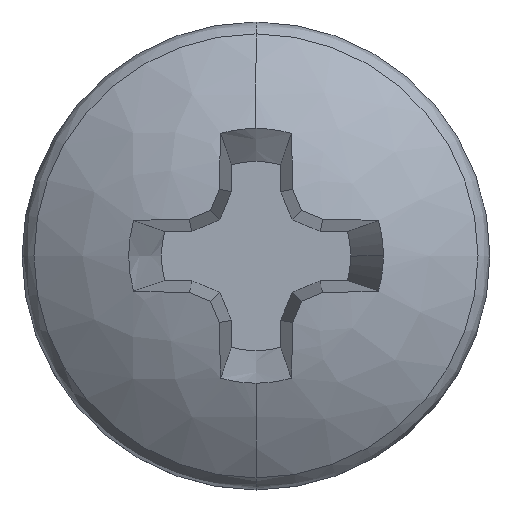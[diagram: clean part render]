
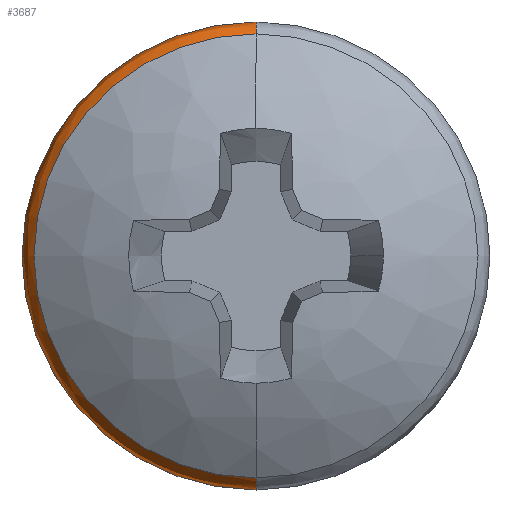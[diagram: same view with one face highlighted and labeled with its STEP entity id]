
A CAD part, top view. The second image highlights one B-rep face of the part: STEP entity #3687.
In plain terms, the highlighted free-form (B-spline) face has degree [3, 3] with [4, 4] control points.
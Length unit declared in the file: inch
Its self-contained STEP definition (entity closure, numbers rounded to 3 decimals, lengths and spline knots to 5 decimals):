
#36 = CARTESIAN_POINT ( 'NONE',  ( 0., -0.1095, 0.34562 ) ) ;
#553 = CIRCLE ( 'NONE', #799, 0.1095 ) ;
#695 = CARTESIAN_POINT ( 'NONE',  ( 0., 0.10391, 0.35702 ) ) ;
#799 = AXIS2_PLACEMENT_3D ( 'NONE', #3862, #3897, #4607 ) ;
#818 = CARTESIAN_POINT ( 'NONE',  ( 0., 0., 0.35702 ) ) ;
#856 = VERTEX_POINT ( 'NONE', #695 ) ;
#955 = DIRECTION ( 'NONE',  ( 0., 1., 0. ) ) ;
#1076 = DIRECTION ( 'NONE',  ( 1., 0., 0. ) ) ;
#1161 = AXIS2_PLACEMENT_3D ( 'NONE', #818, #6506, #955 ) ;
#1494 = EDGE_CURVE ( 'NONE', #3194, #856, #4468, .T. ) ;
#1522 = CARTESIAN_POINT ( 'NONE',  ( 0., -0.1095, 0.35016 ) ) ;
#1658 = CARTESIAN_POINT ( 'NONE',  ( 0., 0.1075, 0.35424 ) ) ;
#1698 = CARTESIAN_POINT ( 'NONE',  ( -0.215, -0.1075, 0.35424 ) ) ;
#1896 =( BOUNDED_CURVE ( )  B_SPLINE_CURVE ( 3, ( #3394, #5682, #1522, #2780 ),
 .UNSPECIFIED., .F., .T. ) 
 B_SPLINE_CURVE_WITH_KNOTS ( ( 4, 4 ),
 ( 0., 1. ),
 .UNSPECIFIED. ) 
 CURVE ( )  GEOMETRIC_REPRESENTATION_ITEM ( )  RATIONAL_B_SPLINE_CURVE ( ( 1., 0.932, 0.932, 1. ) ) 
 REPRESENTATION_ITEM ( '' )  );
#1985 = ORIENTED_EDGE ( 'NONE', *, *, #3306, .F. ) ;
#2061 = VERTEX_POINT ( 'NONE', #36 ) ;
#2209 = CARTESIAN_POINT ( 'NONE',  ( -0.1095, 0., 0.34562 ) ) ;
#2221 = DIRECTION ( 'NONE',  ( 0., 0., 1. ) ) ;
#2264 = CARTESIAN_POINT ( 'NONE',  ( 0., -0.10391, 0.35702 ) ) ;
#2530 = CARTESIAN_POINT ( 'NONE',  ( 0., 0.10391, 0.35702 ) ) ;
#2780 = CARTESIAN_POINT ( 'NONE',  ( 0., -0.1095, 0.34562 ) ) ;
#3194 = VERTEX_POINT ( 'NONE', #7407 ) ;
#3306 = EDGE_CURVE ( 'NONE', #3194, #2061, #1896, .T. ) ;
#3314 = CARTESIAN_POINT ( 'NONE',  ( -0.219, -0.1095, 0.34562 ) ) ;
#3394 = CARTESIAN_POINT ( 'NONE',  ( 0., -0.10391, 0.35702 ) ) ;
#3687 = ADVANCED_FACE ( 'NONE', ( #4050 ), #7313, .T. ) ;
#3862 = CARTESIAN_POINT ( 'NONE',  ( 0., 0., 0.34562 ) ) ;
#3897 = DIRECTION ( 'NONE',  ( 0., 0., 1. ) ) ;
#3996 = CARTESIAN_POINT ( 'NONE',  ( 0., 0., 0.34562 ) ) ;
#4050 = FACE_OUTER_BOUND ( 'NONE', #7029, .T. ) ;
#4368 = EDGE_CURVE ( 'NONE', #6660, #2061, #553, .T. ) ;
#4468 = CIRCLE ( 'NONE', #1161, 0.10391 ) ;
#4479 = CARTESIAN_POINT ( 'NONE',  ( 0., 0.10391, 0.35702 ) ) ;
#4607 = DIRECTION ( 'NONE',  ( 1., 0., 0. ) ) ;
#4612 = CARTESIAN_POINT ( 'NONE',  ( 0., -0.1095, 0.35016 ) ) ;
#4633 = ORIENTED_EDGE ( 'NONE', *, *, #4368, .T. ) ;
#4647 = CARTESIAN_POINT ( 'NONE',  ( 0., -0.1095, 0.34562 ) ) ;
#4677 = ORIENTED_EDGE ( 'NONE', *, *, #1494, .T. ) ;
#4861 = EDGE_CURVE ( 'NONE', #5671, #856, #6784, .T. ) ;
#5065 = CARTESIAN_POINT ( 'NONE',  ( 0., 0.1095, 0.35016 ) ) ;
#5098 = CARTESIAN_POINT ( 'NONE',  ( -0.219, 0.1095, 0.34562 ) ) ;
#5211 = CARTESIAN_POINT ( 'NONE',  ( -0.219, -0.1095, 0.35016 ) ) ;
#5671 = VERTEX_POINT ( 'NONE', #7011 ) ;
#5682 = CARTESIAN_POINT ( 'NONE',  ( 0., -0.1075, 0.35424 ) ) ;
#5758 = CARTESIAN_POINT ( 'NONE',  ( 0., 0.1075, 0.35424 ) ) ;
#6106 = ORIENTED_EDGE ( 'NONE', *, *, #4861, .F. ) ;
#6208 = CARTESIAN_POINT ( 'NONE',  ( 0., -0.1075, 0.35424 ) ) ;
#6229 = CIRCLE ( 'NONE', #6602, 0.1095 ) ;
#6309 = ORIENTED_EDGE ( 'NONE', *, *, #6508, .T. ) ;
#6317 = CARTESIAN_POINT ( 'NONE',  ( -0.20782, 0.10391, 0.35702 ) ) ;
#6372 = CARTESIAN_POINT ( 'NONE',  ( 0., 0.1095, 0.34562 ) ) ;
#6506 = DIRECTION ( 'NONE',  ( 0., 0., -1. ) ) ;
#6508 = EDGE_CURVE ( 'NONE', #5671, #6660, #6229, .T. ) ;
#6602 = AXIS2_PLACEMENT_3D ( 'NONE', #3996, #2221, #1076 ) ;
#6660 = VERTEX_POINT ( 'NONE', #2209 ) ;
#6784 =( BOUNDED_CURVE ( )  B_SPLINE_CURVE ( 3, ( #6372, #7522, #5758, #4479 ),
 .UNSPECIFIED., .F., .T. ) 
 B_SPLINE_CURVE_WITH_KNOTS ( ( 4, 4 ),
 ( 0., 1. ),
 .UNSPECIFIED. ) 
 CURVE ( )  GEOMETRIC_REPRESENTATION_ITEM ( )  RATIONAL_B_SPLINE_CURVE ( ( 1., 0.932, 0.932, 1. ) ) 
 REPRESENTATION_ITEM ( '' )  );
#6858 = CARTESIAN_POINT ( 'NONE',  ( -0.215, 0.1075, 0.35424 ) ) ;
#6897 = CARTESIAN_POINT ( 'NONE',  ( -0.20782, -0.10391, 0.35702 ) ) ;
#6939 = CARTESIAN_POINT ( 'NONE',  ( 0., 0.1095, 0.34562 ) ) ;
#7011 = CARTESIAN_POINT ( 'NONE',  ( 0., 0.1095, 0.34562 ) ) ;
#7029 = EDGE_LOOP ( 'NONE', ( #1985, #4677, #6106, #6309, #4633 ) ) ;
#7313 =( BOUNDED_SURFACE ( )  B_SPLINE_SURFACE ( 3, 3, ( 
 ( #2530, #6317, #6897, #2264 ),
 ( #1658, #6858, #1698, #6208 ),
 ( #5065, #7548, #5211, #4612 ),
 ( #6939, #5098, #3314, #4647 ) ),
 .UNSPECIFIED., .F., .F., .T. ) 
 B_SPLINE_SURFACE_WITH_KNOTS ( ( 4, 4 ),
 ( 4, 4 ),
 ( 0., 1. ),
 ( 0., 1. ),
 .UNSPECIFIED. ) 
 GEOMETRIC_REPRESENTATION_ITEM ( )  RATIONAL_B_SPLINE_SURFACE ( (
 ( 1., 0.333, 0.333, 1.),
 ( 0.932, 0.311, 0.311, 0.932),
 ( 0.932, 0.311, 0.311, 0.932),
 ( 1., 0.333, 0.333, 1.) ) ) 
 REPRESENTATION_ITEM ( '' )  SURFACE ( )  );
#7407 = CARTESIAN_POINT ( 'NONE',  ( 0., -0.10391, 0.35702 ) ) ;
#7522 = CARTESIAN_POINT ( 'NONE',  ( 0., 0.1095, 0.35016 ) ) ;
#7548 = CARTESIAN_POINT ( 'NONE',  ( -0.219, 0.1095, 0.35016 ) ) ;
